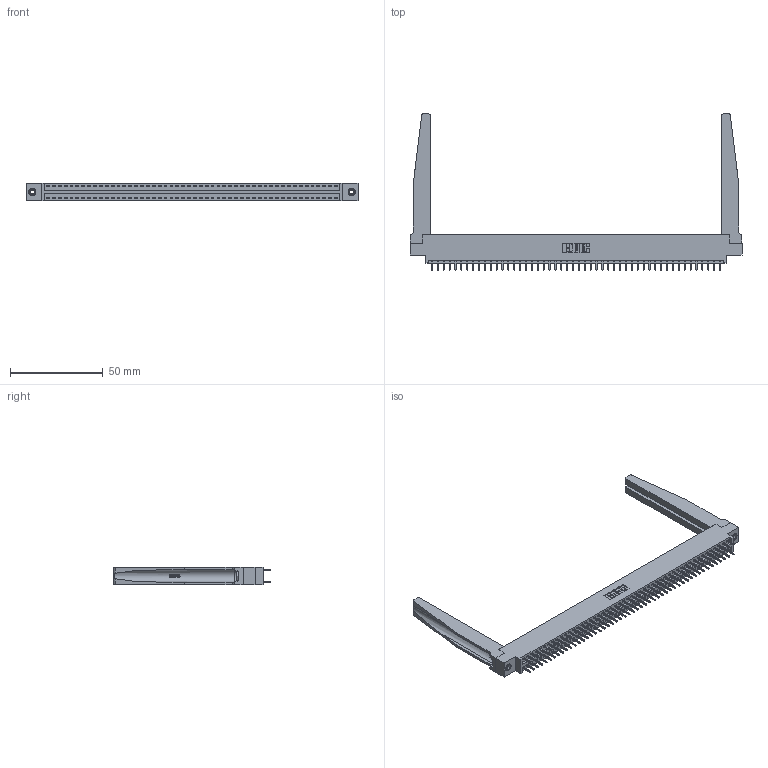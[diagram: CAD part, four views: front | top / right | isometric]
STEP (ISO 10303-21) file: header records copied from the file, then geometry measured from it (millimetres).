
FILE_DESCRIPTION (( 'STEP AP203' ), '1' );
FILE_NAME ('396-100-521-878.STEP', '2019-11-02T17:24:25', ( '' ), ( '' ), 'SwSTEP 2.0', 'SolidWorks 2016', '' );
FILE_SCHEMA (( 'CONFIG_CONTROL_DESIGN' ));
Length unit declared in the file: inch
Products named in the file (5): 346 Part_0.170 Offset - 0.156 Dia-TH; 345-292-001_345-293-121; 346-220-078_345-220-078; 345-250-001_345-250-001-102; 396-100-521-878
Assembly tree (105 placements, depth 2):
  396-100-521-878
    346 Part_0.170 Offset - 0.156 Dia-TH
    345-292-001_345-293-121  x100
    346-220-078_345-220-078  x2
    345-250-001_345-250-001-102  x2
Bounding box: 179.32 x 84.33 x 9.4 mm (x, y, z)
Volume: 24261.9 mm3; surface area: 30420.9 mm2
Topology: 105 solids, 105 shells, 5560 faces, 16449 edges, 10822 vertices
Faces by surface type: plane 3722, cylinder 1786, bspline 36, cone 12, torus 4
Entity records: 36452 total; most frequent: CARTESIAN_POINT 6935, ORIENTED_EDGE 5758, DIRECTION 5149, EDGE_CURVE 2879, VECTOR 2453, LINE 2453, VERTEX_POINT 1912, AXIS2_PLACEMENT_3D 1348
